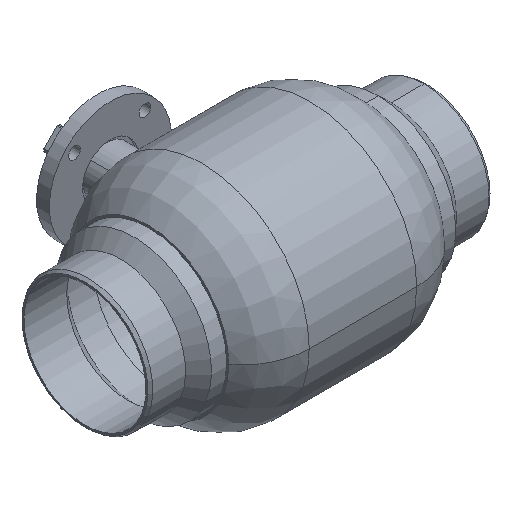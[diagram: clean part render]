
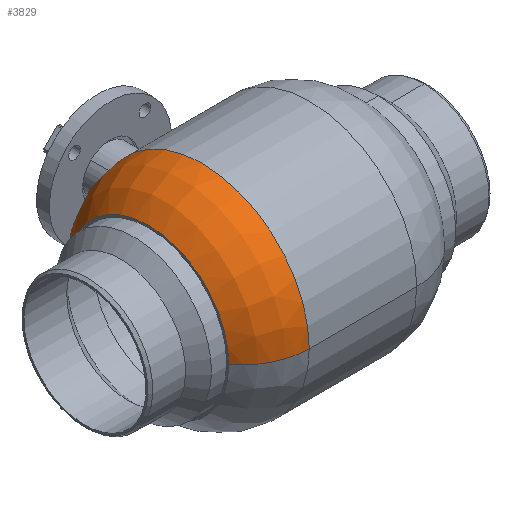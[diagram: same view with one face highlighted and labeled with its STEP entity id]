
A CAD part, isometric view. The second image highlights one B-rep face of the part: STEP entity #3829.
In plain terms, the highlighted toroidal (fillet/blend) face has major radius 40.481 mm and minor radius 69.019 mm.
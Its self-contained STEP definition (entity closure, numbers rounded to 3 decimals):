
#158 = ORIENTED_EDGE ( 'NONE', *, *, #2841, .F. ) ;
#222 = AXIS2_PLACEMENT_3D ( 'NONE', #2755, #6564, #4130 ) ;
#235 = CARTESIAN_POINT ( 'NONE',  ( -55., 109.5, 0. ) ) ;
#253 = DIRECTION ( 'NONE',  ( 0., -1., 0. ) ) ;
#379 = EDGE_CURVE ( 'NONE', #3734, #5211, #2330, .T. ) ;
#569 = VERTEX_POINT ( 'NONE', #897 ) ;
#733 = DIRECTION ( 'NONE',  ( -1., 0., 0. ) ) ;
#774 = AXIS2_PLACEMENT_3D ( 'NONE', #3492, #7852, #1206 ) ;
#897 = CARTESIAN_POINT ( 'NONE',  ( -55., -109.5, 0. ) ) ;
#1206 = DIRECTION ( 'NONE',  ( 0., -1., 0. ) ) ;
#1215 = ORIENTED_EDGE ( 'NONE', *, *, #1957, .T. ) ;
#1337 = VERTEX_POINT ( 'NONE', #235 ) ;
#1458 = CARTESIAN_POINT ( 'NONE',  ( -110., -82.177, 0. ) ) ;
#1957 = EDGE_CURVE ( 'NONE', #1337, #5211, #3214, .T. ) ;
#2330 = CIRCLE ( 'NONE', #4806, 82.177 ) ;
#2333 = CARTESIAN_POINT ( 'NONE',  ( -55., 0., 0. ) ) ;
#2334 = EDGE_CURVE ( 'NONE', #569, #1337, #4750, .T. ) ;
#2755 = CARTESIAN_POINT ( 'NONE',  ( -55., 40.481, 0. ) ) ;
#2841 = EDGE_CURVE ( 'NONE', #569, #3734, #4352, .T. ) ;
#2968 = ORIENTED_EDGE ( 'NONE', *, *, #2334, .T. ) ;
#3214 = CIRCLE ( 'NONE', #222, 69.019 ) ;
#3492 = CARTESIAN_POINT ( 'NONE',  ( -55., 0., 0. ) ) ;
#3734 = VERTEX_POINT ( 'NONE', #1458 ) ;
#3829 = ADVANCED_FACE ( 'NONE', ( #7124 ), #4273, .T. ) ;
#4130 = DIRECTION ( 'NONE',  ( 0., -1., 0. ) ) ;
#4273 = TOROIDAL_SURFACE ( 'NONE', #774, 40.481, 69.019 ) ;
#4352 = CIRCLE ( 'NONE', #7609, 69.019 ) ;
#4750 = CIRCLE ( 'NONE', #6842, 109.5 ) ;
#4806 = AXIS2_PLACEMENT_3D ( 'NONE', #7526, #733, #6295 ) ;
#5211 = VERTEX_POINT ( 'NONE', #7099 ) ;
#5295 = ORIENTED_EDGE ( 'NONE', *, *, #379, .F. ) ;
#5534 = EDGE_LOOP ( 'NONE', ( #2968, #1215, #5295, #158 ) ) ;
#6141 = DIRECTION ( 'NONE',  ( -1., 0., 0. ) ) ;
#6196 = DIRECTION ( 'NONE',  ( -1., 0., 0. ) ) ;
#6261 = DIRECTION ( 'NONE',  ( 0., 0., -1. ) ) ;
#6295 = DIRECTION ( 'NONE',  ( 0., -1., 0. ) ) ;
#6564 = DIRECTION ( 'NONE',  ( 0., 0., 1. ) ) ;
#6842 = AXIS2_PLACEMENT_3D ( 'NONE', #2333, #6196, #253 ) ;
#7099 = CARTESIAN_POINT ( 'NONE',  ( -110., 82.177, 0. ) ) ;
#7124 = FACE_OUTER_BOUND ( 'NONE', #5534, .T. ) ;
#7526 = CARTESIAN_POINT ( 'NONE',  ( -110., 0., 0. ) ) ;
#7609 = AXIS2_PLACEMENT_3D ( 'NONE', #7984, #6261, #6141 ) ;
#7852 = DIRECTION ( 'NONE',  ( -1., 0., 0. ) ) ;
#7984 = CARTESIAN_POINT ( 'NONE',  ( -55., -40.481, 0. ) ) ;
